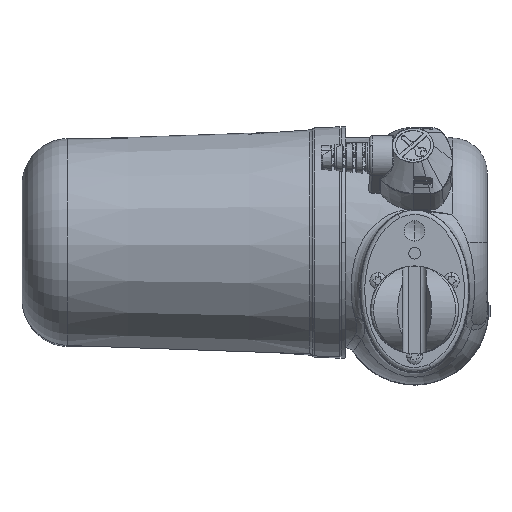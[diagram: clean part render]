
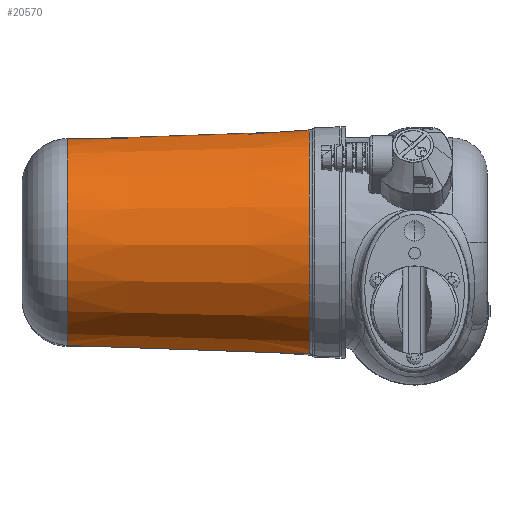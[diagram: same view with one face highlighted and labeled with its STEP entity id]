
A CAD part, top view. The second image highlights one B-rep face of the part: STEP entity #20570.
In plain terms, the highlighted conical face has half-angle 2 degrees and reference radius 35.559 mm.
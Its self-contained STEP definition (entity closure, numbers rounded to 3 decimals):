
#662 = CARTESIAN_POINT ( 'NONE',  ( -115.972, -18.619, -18.747 ) ) ;
#663 = DIRECTION ( 'NONE',  ( 0.999, -0.035, 0.005 ) ) ;
#2057 = ORIENTED_EDGE ( 'NONE', *, *, #9106, .F. ) ;
#2425 = ORIENTED_EDGE ( 'NONE', *, *, #8630, .F. ) ;
#2526 = VERTEX_POINT ( 'NONE', #38173 ) ;
#2603 = ORIENTED_EDGE ( 'NONE', *, *, #9047, .T. ) ;
#2645 = VERTEX_POINT ( 'NONE', #38603 ) ;
#3265 = VERTEX_POINT ( 'NONE', #38742 ) ;
#3504 = VERTEX_POINT ( 'NONE', #38909 ) ;
#8630 = EDGE_CURVE ( 'NONE', #3504, #2526, #24344, .T. ) ;
#9047 = EDGE_CURVE ( 'NONE', #3265, #2645, #24629, .T. ) ;
#9106 = EDGE_CURVE ( 'NONE', #3265, #3504, #24741, .T. ) ;
#17210 = EDGE_LOOP ( 'NONE', ( #2057, #2603, #25759, #2425 ) ) ;
#17390 = DIRECTION ( 'NONE',  ( 0., -0.989, 0.148 ) ) ;
#17449 = DIRECTION ( 'NONE',  ( 1., 0., 0. ) ) ;
#17716 = CARTESIAN_POINT ( 'NONE',  ( -33.293, 16.55, -24. ) ) ;
#17875 = DIRECTION ( 'NONE',  ( 0.999, 0.035, -0.005 ) ) ;
#17953 = CARTESIAN_POINT ( 'NONE',  ( -115.972, 51.719, -29.253 ) ) ;
#20570 = ADVANCED_FACE ( 'NONE', ( #37799 ), #37803, .T. ) ;
#20572 = DIRECTION ( 'NONE',  ( 0., -0.989, 0.148 ) ) ;
#20574 = DIRECTION ( 'NONE',  ( 1., 0., 0. ) ) ;
#20583 = CARTESIAN_POINT ( 'NONE',  ( -115.972, 16.55, -24. ) ) ;
#23454 = EDGE_CURVE ( 'NONE', #2645, #2526, #32135, .T. ) ;
#24344 = CIRCLE ( 'NONE', #39225, 38.446 ) ;
#24629 = CIRCLE ( 'NONE', #39295, 35.559 ) ;
#24741 = LINE ( 'NONE', #17953, #24755 ) ;
#24755 = VECTOR ( 'NONE', #17875, 1000. ) ;
#25759 = ORIENTED_EDGE ( 'NONE', *, *, #23454, .T. ) ;
#32135 = LINE ( 'NONE', #662, #32138 ) ;
#32138 = VECTOR ( 'NONE', #663, 1000. ) ;
#33697 = DIRECTION ( 'NONE',  ( 1., 0., 0. ) ) ;
#33795 = CARTESIAN_POINT ( 'NONE',  ( -115.972, 16.55, -24. ) ) ;
#34803 = DIRECTION ( 'NONE',  ( 0., -0.989, 0.148 ) ) ;
#37799 = FACE_OUTER_BOUND ( 'NONE', #17210, .T. ) ;
#37803 = CONICAL_SURFACE ( 'NONE', #37950, 35.559, 0.035 ) ;
#37950 = AXIS2_PLACEMENT_3D ( 'NONE', #20583, #20574, #20572 ) ;
#38173 = CARTESIAN_POINT ( 'NONE',  ( -33.293, -21.474, -18.321 ) ) ;
#38603 = CARTESIAN_POINT ( 'NONE',  ( -115.972, -18.619, -18.747 ) ) ;
#38742 = CARTESIAN_POINT ( 'NONE',  ( -115.972, 51.719, -29.253 ) ) ;
#38909 = CARTESIAN_POINT ( 'NONE',  ( -33.293, 54.574, -29.679 ) ) ;
#39225 = AXIS2_PLACEMENT_3D ( 'NONE', #17716, #17449, #17390 ) ;
#39295 = AXIS2_PLACEMENT_3D ( 'NONE', #33795, #33697, #34803 ) ;
